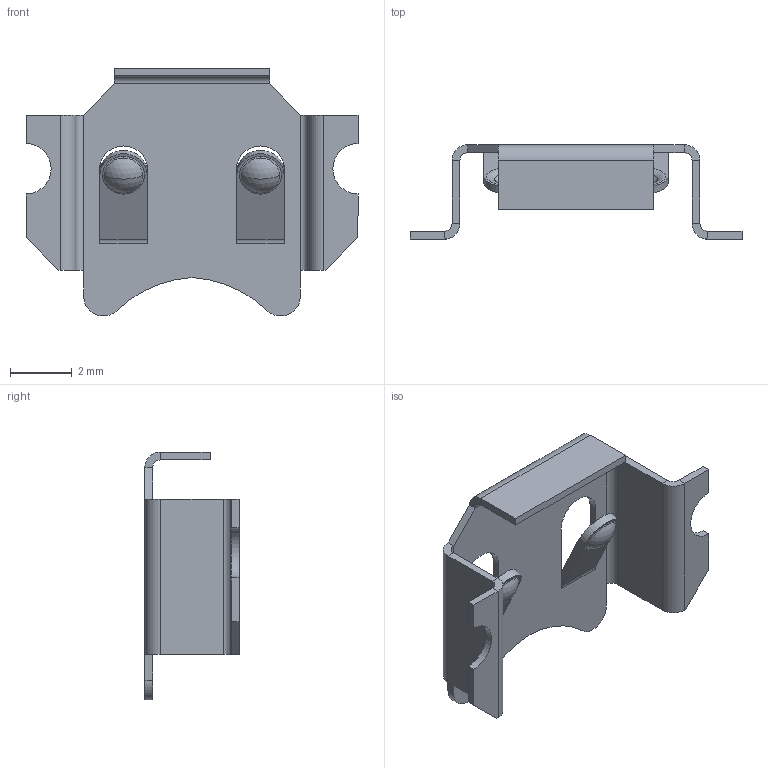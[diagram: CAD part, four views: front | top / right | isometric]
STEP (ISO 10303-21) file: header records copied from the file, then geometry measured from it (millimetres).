
FILE_DESCRIPTION (( 'STEP AP214' ), '1' );
FILE_NAME ('2998.STEP', '2017-04-21T14:04:36', ( '' ), ( '' ), 'SwSTEP 2.0', 'SolidWorks 2013', '' );
FILE_SCHEMA (( 'AUTOMOTIVE_DESIGN' ));
Length unit declared in the file: inch
Products named in the file (1): 2998
Bounding box: 10.71 x 3.05 x 8 mm (x, y, z)
Volume: 25 mm3; surface area: 217.5 mm2
Topology: 1 solids, 1 shells, 118 faces, 281 edges, 170 vertices
Faces by surface type: plane 76, cylinder 26, torus 8, sphere 8
Entity records: 3580 total; most frequent: DIRECTION 611, CARTESIAN_POINT 570, ORIENTED_EDGE 562, EDGE_CURVE 281, AXIS2_PLACEMENT_3D 211, VECTOR 189, LINE 189, VERTEX_POINT 170
